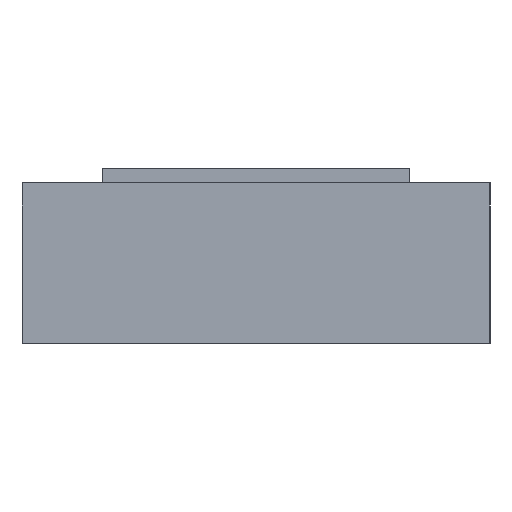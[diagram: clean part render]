
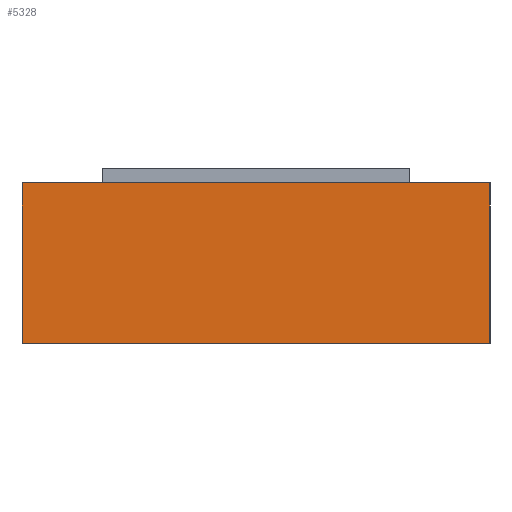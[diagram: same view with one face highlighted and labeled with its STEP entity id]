
A CAD part, left-side view. The second image highlights one B-rep face of the part: STEP entity #5328.
In plain terms, the highlighted planar face has unit normal (-1, 0, 0).
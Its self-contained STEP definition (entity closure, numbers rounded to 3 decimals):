
#246 = ORIENTED_EDGE ( 'NONE', *, *, #6177, .T. ) ;
#1428 = ORIENTED_EDGE ( 'NONE', *, *, #11497, .F. ) ;
#1585 = FACE_OUTER_BOUND ( 'NONE', #12019, .T. ) ;
#1673 = VECTOR ( 'NONE', #4465, 1000. ) ;
#1759 = VECTOR ( 'NONE', #6194, 1000. ) ;
#1819 = LINE ( 'NONE', #5176, #1759 ) ;
#1992 = ORIENTED_EDGE ( 'NONE', *, *, #11518, .T. ) ;
#2146 = CARTESIAN_POINT ( 'NONE',  ( -1.6, 0.8, 0.55 ) ) ;
#2835 = CARTESIAN_POINT ( 'NONE',  ( -1.6, -0.8, 0. ) ) ;
#3226 = VECTOR ( 'NONE', #7261, 1000. ) ;
#3832 = CARTESIAN_POINT ( 'NONE',  ( -1.6, -0.8, 0.55 ) ) ;
#4430 = VERTEX_POINT ( 'NONE', #5170 ) ;
#4465 = DIRECTION ( 'NONE',  ( 0., 0., 1. ) ) ;
#5170 = CARTESIAN_POINT ( 'NONE',  ( -1.6, 0.8, 0. ) ) ;
#5176 = CARTESIAN_POINT ( 'NONE',  ( -1.6, 0., 0.55 ) ) ;
#5328 = ADVANCED_FACE ( 'NONE', ( #1585 ), #13160, .T. ) ;
#5401 = CARTESIAN_POINT ( 'NONE',  ( -1.6, -0.8, 0.55 ) ) ;
#6177 = EDGE_CURVE ( 'NONE', #4430, #12173, #13214, .T. ) ;
#6194 = DIRECTION ( 'NONE',  ( 0., -1., 0. ) ) ;
#6524 = ORIENTED_EDGE ( 'NONE', *, *, #11265, .T. ) ;
#6762 = CARTESIAN_POINT ( 'NONE',  ( -1.6, 0., 0. ) ) ;
#6896 = DIRECTION ( 'NONE',  ( 0., -1., 0. ) ) ;
#7261 = DIRECTION ( 'NONE',  ( 0., 0., -1. ) ) ;
#7709 = CARTESIAN_POINT ( 'NONE',  ( -1.6, 0.8, 0.55 ) ) ;
#8515 = LINE ( 'NONE', #7709, #3226 ) ;
#10723 = VERTEX_POINT ( 'NONE', #2146 ) ;
#11215 = AXIS2_PLACEMENT_3D ( 'NONE', #13066, #13055, #13052 ) ;
#11265 = EDGE_CURVE ( 'NONE', #10723, #4430, #8515, .T. ) ;
#11497 = EDGE_CURVE ( 'NONE', #10723, #13441, #1819, .T. ) ;
#11518 = EDGE_CURVE ( 'NONE', #12173, #13441, #12511, .T. ) ;
#12019 = EDGE_LOOP ( 'NONE', ( #1428, #6524, #246, #1992 ) ) ;
#12173 = VERTEX_POINT ( 'NONE', #2835 ) ;
#12511 = LINE ( 'NONE', #3832, #1673 ) ;
#13052 = DIRECTION ( 'NONE',  ( 0., -1., 0. ) ) ;
#13055 = DIRECTION ( 'NONE',  ( -1., 0., 0. ) ) ;
#13066 = CARTESIAN_POINT ( 'NONE',  ( -1.6, 0., 0.55 ) ) ;
#13160 = PLANE ( 'NONE',  #11215 ) ;
#13214 = LINE ( 'NONE', #6762, #13383 ) ;
#13383 = VECTOR ( 'NONE', #6896, 1000. ) ;
#13441 = VERTEX_POINT ( 'NONE', #5401 ) ;
